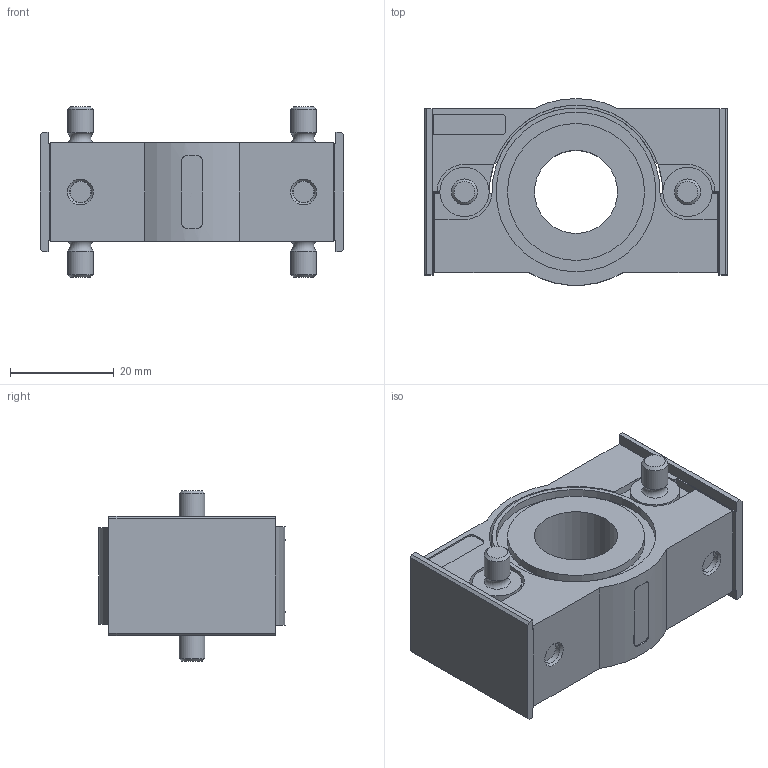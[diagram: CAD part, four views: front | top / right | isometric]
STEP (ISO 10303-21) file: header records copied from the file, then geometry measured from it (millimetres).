
FILE_DESCRIPTION(/* description */ ('STEP AP214'),/* implementation_level */ '2;1');
FILE_NAME(/* name */ '529023_HRBC-D-MIDI',/* time_stamp */ '2024-08-29T11:46:51+02:00',/* author */ ('License CC BY-ND 4.0'),/* organization */ ('CADENAS'),/* preprocessor_version */ 'ST-DEVELOPER v19.3',/* originating_system */ 'PARTsolutions',/* authorisation */ ' ');
FILE_SCHEMA (('AUTOMOTIVE_DESIGN {1 0 10303 214 3 1 1}'));
Length unit declared in the file: millimetre
Products named in the file (5): 529023 HRBC-D-MIDI; 529023 HRBC-D-MIDIu; 529023 HRBC-D-MIDIo; DIN-912 - M5x25(F); 648685 HRBC-D-MIDI---(s)
Assembly tree (8 placements, depth 2):
  529023 HRBC-D-MIDI
    529023 HRBC-D-MIDIu
    529023 HRBC-D-MIDIo
    DIN-912 - M5x25(F)  x2
    648685 HRBC-D-MIDI---(s)  x4
Bounding box: 58.5 x 36 x 32.8 mm (x, y, z)
Volume: 30498.5 mm3; surface area: 17041.4 mm2
Topology: 8 solids, 8 shells, 296 faces, 704 edges, 444 vertices
Faces by surface type: plane 150, cylinder 73, cone 57, torus 16
Full cylindrical faces by diameter (mm): 4 x4, 4.134 x2, 5 x6, 5.3 x2, 8.5 x2, 9 x2, 9.5 x8, 16 x1, 26.4 x1, 30.8 x1
Entity records: 6687 total; most frequent: CARTESIAN_POINT 1260, DIRECTION 1114, ORIENTED_EDGE 1060, EDGE_CURVE 530, AXIS2_PLACEMENT_3D 398, VERTEX_POINT 362, LINE 318, VECTOR 318
